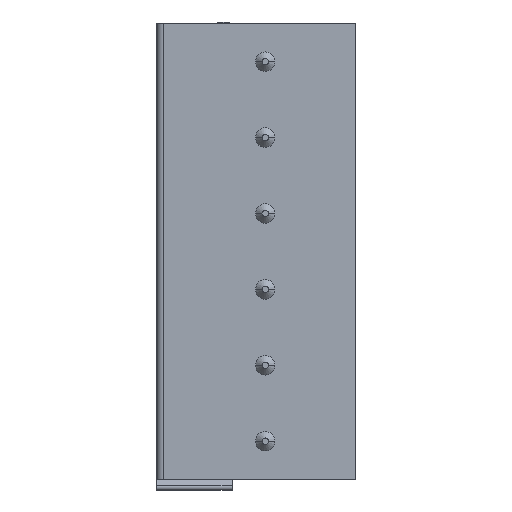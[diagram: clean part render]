
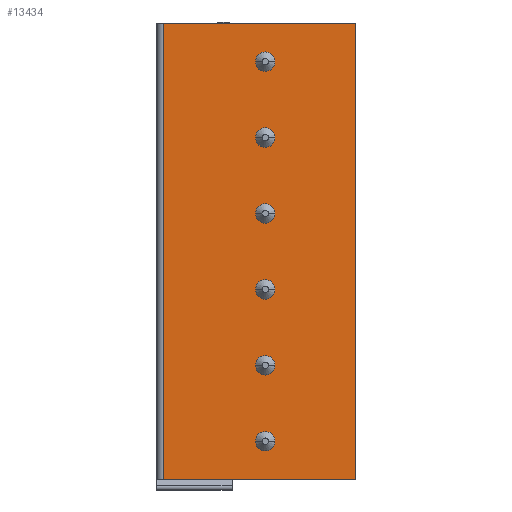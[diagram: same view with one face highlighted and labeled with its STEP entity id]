
A CAD part, left-side view. The second image highlights one B-rep face of the part: STEP entity #13434.
In plain terms, the highlighted planar face has unit normal (-1, 0, 0).
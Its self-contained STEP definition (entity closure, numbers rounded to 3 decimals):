
#50=DIRECTION('',(0.,1.,0.));
#51=VECTOR('',#50,8.85);
#52=CARTESIAN_POINT('',(-3.5,-4.575,-19.25));
#53=LINE('',#52,#51);
#1596=DIRECTION('',(0.,1.,0.));
#1597=VECTOR('',#1596,8.85);
#1598=CARTESIAN_POINT('',(-3.5,-4.575,1.75));
#1599=LINE('',#1598,#1597);
#2987=DIRECTION('',(0.,0.,-1.));
#2988=VECTOR('',#2987,21.);
#2989=CARTESIAN_POINT('',(-3.5,-4.575,1.75));
#2990=LINE('',#2989,#2988);
#3691=DIRECTION('',(0.,0.,-1.));
#3692=VECTOR('',#3691,21.);
#3693=CARTESIAN_POINT('',(-3.5,4.275,1.75));
#3694=LINE('',#3693,#3692);
#3695=CARTESIAN_POINT('',(-3.5,-0.425,0.));
#3696=DIRECTION('',(1.,0.,0.));
#3697=DIRECTION('',(0.,-1.,0.));
#3698=AXIS2_PLACEMENT_3D('',#3695,#3696,#3697);
#3700=CARTESIAN_POINT('',(-3.5,-0.425,0.));
#3701=DIRECTION('',(1.,0.,0.));
#3702=DIRECTION('',(0.,1.,0.));
#3703=AXIS2_PLACEMENT_3D('',#3700,#3701,#3702);
#3705=CARTESIAN_POINT('',(-3.5,-0.425,-3.5));
#3706=DIRECTION('',(1.,0.,0.));
#3707=DIRECTION('',(0.,-1.,0.));
#3708=AXIS2_PLACEMENT_3D('',#3705,#3706,#3707);
#3710=CARTESIAN_POINT('',(-3.5,-0.425,-3.5));
#3711=DIRECTION('',(1.,0.,0.));
#3712=DIRECTION('',(0.,1.,0.));
#3713=AXIS2_PLACEMENT_3D('',#3710,#3711,#3712);
#3715=CARTESIAN_POINT('',(-3.5,-0.425,-7.));
#3716=DIRECTION('',(1.,0.,0.));
#3717=DIRECTION('',(0.,-1.,0.));
#3718=AXIS2_PLACEMENT_3D('',#3715,#3716,#3717);
#3720=CARTESIAN_POINT('',(-3.5,-0.425,-7.));
#3721=DIRECTION('',(1.,0.,0.));
#3722=DIRECTION('',(0.,1.,0.));
#3723=AXIS2_PLACEMENT_3D('',#3720,#3721,#3722);
#3725=CARTESIAN_POINT('',(-3.5,-0.425,-10.5));
#3726=DIRECTION('',(1.,0.,0.));
#3727=DIRECTION('',(0.,-1.,0.));
#3728=AXIS2_PLACEMENT_3D('',#3725,#3726,#3727);
#3730=CARTESIAN_POINT('',(-3.5,-0.425,-10.5));
#3731=DIRECTION('',(1.,0.,0.));
#3732=DIRECTION('',(0.,1.,0.));
#3733=AXIS2_PLACEMENT_3D('',#3730,#3731,#3732);
#3735=CARTESIAN_POINT('',(-3.5,-0.425,-14.));
#3736=DIRECTION('',(1.,0.,0.));
#3737=DIRECTION('',(0.,-1.,0.));
#3738=AXIS2_PLACEMENT_3D('',#3735,#3736,#3737);
#3740=CARTESIAN_POINT('',(-3.5,-0.425,-14.));
#3741=DIRECTION('',(1.,0.,0.));
#3742=DIRECTION('',(0.,1.,0.));
#3743=AXIS2_PLACEMENT_3D('',#3740,#3741,#3742);
#3745=CARTESIAN_POINT('',(-3.5,-0.425,-17.5));
#3746=DIRECTION('',(1.,0.,0.));
#3747=DIRECTION('',(0.,-1.,0.));
#3748=AXIS2_PLACEMENT_3D('',#3745,#3746,#3747);
#3750=CARTESIAN_POINT('',(-3.5,-0.425,-17.5));
#3751=DIRECTION('',(1.,0.,0.));
#3752=DIRECTION('',(0.,1.,0.));
#3753=AXIS2_PLACEMENT_3D('',#3750,#3751,#3752);
#6667=CARTESIAN_POINT('',(-3.5,4.275,-19.25));
#6669=VERTEX_POINT('',#6667);
#6671=CARTESIAN_POINT('',(-3.5,-4.575,-19.25));
#6672=VERTEX_POINT('',#6671);
#6687=CARTESIAN_POINT('',(-3.5,4.275,1.75));
#6689=VERTEX_POINT('',#6687);
#6691=CARTESIAN_POINT('',(-3.5,-4.575,1.75));
#6692=VERTEX_POINT('',#6691);
#7139=CARTESIAN_POINT('',(-3.5,-0.875,0.));
#7140=CARTESIAN_POINT('',(-3.5,0.025,0.));
#7141=VERTEX_POINT('',#7139);
#7142=VERTEX_POINT('',#7140);
#8105=CARTESIAN_POINT('',(-3.5,-0.875,-3.5));
#8106=CARTESIAN_POINT('',(-3.5,0.025,-3.5));
#8107=VERTEX_POINT('',#8105);
#8108=VERTEX_POINT('',#8106);
#8231=CARTESIAN_POINT('',(-3.5,-0.875,-7.));
#8232=CARTESIAN_POINT('',(-3.5,0.025,-7.));
#8233=VERTEX_POINT('',#8231);
#8234=VERTEX_POINT('',#8232);
#8357=CARTESIAN_POINT('',(-3.5,-0.875,-10.5));
#8358=CARTESIAN_POINT('',(-3.5,0.025,-10.5));
#8359=VERTEX_POINT('',#8357);
#8360=VERTEX_POINT('',#8358);
#8483=CARTESIAN_POINT('',(-3.5,-0.875,-14.));
#8484=CARTESIAN_POINT('',(-3.5,0.025,-14.));
#8485=VERTEX_POINT('',#8483);
#8486=VERTEX_POINT('',#8484);
#8609=CARTESIAN_POINT('',(-3.5,-0.875,-17.5));
#8610=CARTESIAN_POINT('',(-3.5,0.025,-17.5));
#8611=VERTEX_POINT('',#8609);
#8612=VERTEX_POINT('',#8610);
#13386=CARTESIAN_POINT('',(-3.5,4.275,-19.25));
#13387=DIRECTION('',(-1.,0.,0.));
#13388=DIRECTION('',(0.,-1.,0.));
#13389=AXIS2_PLACEMENT_3D('',#13386,#13387,#13388);
#13390=PLANE('',#13389);
#13391=ORIENTED_EDGE('',*,*,#8644,.T.);
#13393=ORIENTED_EDGE('',*,*,#13392,.F.);
#13394=ORIENTED_EDGE('',*,*,#10636,.F.);
#13395=ORIENTED_EDGE('',*,*,#12401,.T.);
#13396=EDGE_LOOP('',(#13391,#13393,#13394,#13395));
#13397=FACE_OUTER_BOUND('',#13396,.F.);
#13399=ORIENTED_EDGE('',*,*,#13398,.F.);
#13401=ORIENTED_EDGE('',*,*,#13400,.F.);
#13402=EDGE_LOOP('',(#13399,#13401));
#13403=FACE_BOUND('',#13402,.F.);
#13405=ORIENTED_EDGE('',*,*,#13404,.F.);
#13407=ORIENTED_EDGE('',*,*,#13406,.F.);
#13408=EDGE_LOOP('',(#13405,#13407));
#13409=FACE_BOUND('',#13408,.F.);
#13411=ORIENTED_EDGE('',*,*,#13410,.F.);
#13413=ORIENTED_EDGE('',*,*,#13412,.F.);
#13414=EDGE_LOOP('',(#13411,#13413));
#13415=FACE_BOUND('',#13414,.F.);
#13417=ORIENTED_EDGE('',*,*,#13416,.F.);
#13419=ORIENTED_EDGE('',*,*,#13418,.F.);
#13420=EDGE_LOOP('',(#13417,#13419));
#13421=FACE_BOUND('',#13420,.F.);
#13423=ORIENTED_EDGE('',*,*,#13422,.F.);
#13425=ORIENTED_EDGE('',*,*,#13424,.F.);
#13426=EDGE_LOOP('',(#13423,#13425));
#13427=FACE_BOUND('',#13426,.F.);
#13429=ORIENTED_EDGE('',*,*,#13428,.F.);
#13431=ORIENTED_EDGE('',*,*,#13430,.F.);
#13432=EDGE_LOOP('',(#13429,#13431));
#13433=FACE_BOUND('',#13432,.F.);
#3699=CIRCLE('',#3698,0.45);
#3704=CIRCLE('',#3703,0.45);
#3709=CIRCLE('',#3708,0.45);
#3714=CIRCLE('',#3713,0.45);
#3719=CIRCLE('',#3718,0.45);
#3724=CIRCLE('',#3723,0.45);
#3729=CIRCLE('',#3728,0.45);
#3734=CIRCLE('',#3733,0.45);
#3739=CIRCLE('',#3738,0.45);
#3744=CIRCLE('',#3743,0.45);
#3749=CIRCLE('',#3748,0.45);
#3754=CIRCLE('',#3753,0.45);
#8644=EDGE_CURVE('',#6672,#6669,#53,.T.);
#10636=EDGE_CURVE('',#6692,#6689,#1599,.T.);
#12401=EDGE_CURVE('',#6692,#6672,#2990,.T.);
#13392=EDGE_CURVE('',#6689,#6669,#3694,.T.);
#13398=EDGE_CURVE('',#7141,#7142,#3699,.T.);
#13400=EDGE_CURVE('',#7142,#7141,#3704,.T.);
#13404=EDGE_CURVE('',#8107,#8108,#3709,.T.);
#13406=EDGE_CURVE('',#8108,#8107,#3714,.T.);
#13410=EDGE_CURVE('',#8233,#8234,#3719,.T.);
#13412=EDGE_CURVE('',#8234,#8233,#3724,.T.);
#13416=EDGE_CURVE('',#8359,#8360,#3729,.T.);
#13418=EDGE_CURVE('',#8360,#8359,#3734,.T.);
#13422=EDGE_CURVE('',#8485,#8486,#3739,.T.);
#13424=EDGE_CURVE('',#8486,#8485,#3744,.T.);
#13428=EDGE_CURVE('',#8611,#8612,#3749,.T.);
#13430=EDGE_CURVE('',#8612,#8611,#3754,.T.);
#13434=ADVANCED_FACE('',(#13397,#13403,#13409,#13415,#13421,#13427,#13433),
#13390,.T.);
